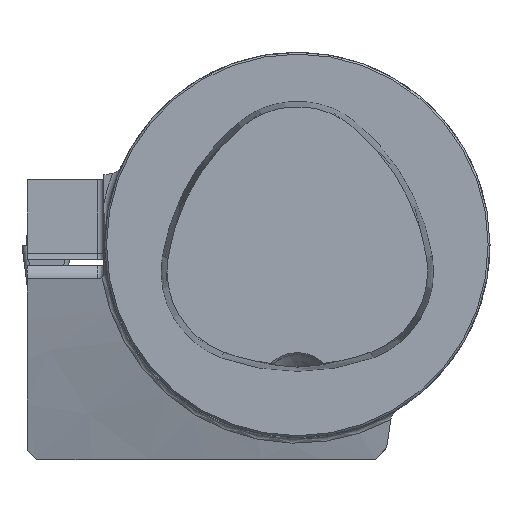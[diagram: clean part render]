
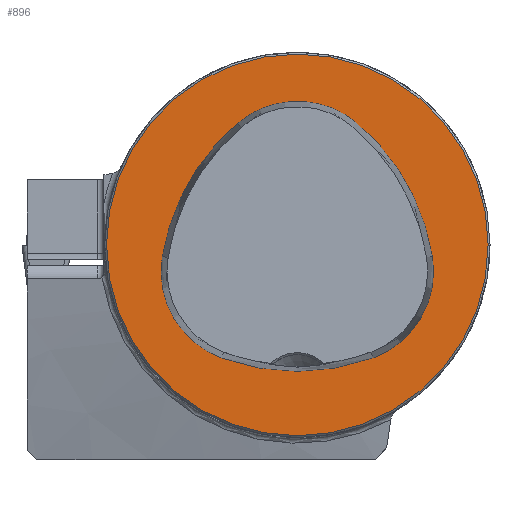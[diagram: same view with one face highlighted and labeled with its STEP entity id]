
A CAD part, top view. The second image highlights one B-rep face of the part: STEP entity #896.
In plain terms, the highlighted planar face has unit normal (0, 0, 1).
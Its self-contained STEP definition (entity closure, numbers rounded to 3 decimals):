
#135=FACE_BOUND('',#1239,.T.);
#136=FACE_BOUND('',#1240,.T.);
#217=PLANE('',#3401);
#896=ADVANCED_FACE('CU_FL_N1_SU_1',(#135,#136),#217,.T.);
#1239=EDGE_LOOP('',(#1675,#1676,#1677,#1678,#1679,#1680));
#1240=EDGE_LOOP('',(#1681));
#1386=CIRCLE('',#3392,36.075);
#1388=CIRCLE('',#3395,36.075);
#1389=CIRCLE('',#3396,15.075);
#1390=CIRCLE('',#3397,36.075);
#1391=CIRCLE('',#3398,15.075);
#1392=CIRCLE('',#3399,15.075);
#1393=CIRCLE('',#3400,31.2);
#1675=ORIENTED_EDGE('',*,*,#2829,.F.);
#1676=ORIENTED_EDGE('',*,*,#2830,.F.);
#1677=ORIENTED_EDGE('',*,*,#2831,.F.);
#1678=ORIENTED_EDGE('',*,*,#2832,.F.);
#1679=ORIENTED_EDGE('',*,*,#2826,.F.);
#1680=ORIENTED_EDGE('',*,*,#2833,.F.);
#1681=ORIENTED_EDGE('',*,*,#2834,.T.);
#2481=VERTEX_POINT('',#4982);
#2482=VERTEX_POINT('',#4984);
#2484=VERTEX_POINT('',#4990);
#2485=VERTEX_POINT('',#4991);
#2486=VERTEX_POINT('',#4993);
#2487=VERTEX_POINT('',#4995);
#2488=VERTEX_POINT('',#4999);
#2826=EDGE_CURVE('',#2481,#2482,#1386,.T.);
#2829=EDGE_CURVE('',#2484,#2485,#1388,.T.);
#2830=EDGE_CURVE('',#2486,#2484,#1389,.T.);
#2831=EDGE_CURVE('',#2487,#2486,#1390,.T.);
#2832=EDGE_CURVE('',#2482,#2487,#1391,.T.);
#2833=EDGE_CURVE('',#2485,#2481,#1392,.T.);
#2834=EDGE_CURVE('',#2488,#2488,#1393,.T.);
#3392=AXIS2_PLACEMENT_3D('',#4983,#3779,#3780);
#3395=AXIS2_PLACEMENT_3D('',#4989,#3786,#3787);
#3396=AXIS2_PLACEMENT_3D('',#4992,#3788,#3789);
#3397=AXIS2_PLACEMENT_3D('',#4994,#3790,#3791);
#3398=AXIS2_PLACEMENT_3D('',#4996,#3792,#3793);
#3399=AXIS2_PLACEMENT_3D('',#4997,#3794,#3795);
#3400=AXIS2_PLACEMENT_3D('',#4998,#3796,#3797);
#3401=AXIS2_PLACEMENT_3D('',#5000,#3798,#3799);
#3779=DIRECTION('',(0.,0.,1.));
#3780=DIRECTION('',(1.,0.,0.));
#3786=DIRECTION('',(0.,0.,1.));
#3787=DIRECTION('',(1.,0.,0.));
#3788=DIRECTION('',(0.,0.,1.));
#3789=DIRECTION('',(1.,0.,0.));
#3790=DIRECTION('',(0.,0.,1.));
#3791=DIRECTION('',(1.,0.,0.));
#3792=DIRECTION('',(0.,0.,1.));
#3793=DIRECTION('',(1.,0.,0.));
#3794=DIRECTION('',(0.,0.,1.));
#3795=DIRECTION('',(1.,0.,0.));
#3796=DIRECTION('',(0.,0.,1.));
#3797=DIRECTION('',(1.,0.,0.));
#3798=DIRECTION('',(0.,0.,1.));
#3799=DIRECTION('',(1.,0.,0.));
#4982=CARTESIAN_POINT('',(-12.368,-18.489,0.));
#4983=CARTESIAN_POINT('',(0.,15.4,0.));
#4984=CARTESIAN_POINT('',(12.368,-18.489,0.));
#4989=CARTESIAN_POINT('',(13.535,-7.656,0.));
#4990=CARTESIAN_POINT('',(-9.716,19.927,0.));
#4991=CARTESIAN_POINT('',(-22.084,-1.937,0.));
#4992=CARTESIAN_POINT('',(0.,8.4,0.));
#4993=CARTESIAN_POINT('',(9.716,19.927,0.));
#4994=CARTESIAN_POINT('',(-13.535,-7.656,0.));
#4995=CARTESIAN_POINT('',(22.084,-1.937,0.));
#4996=CARTESIAN_POINT('',(7.2,-4.327,0.));
#4997=CARTESIAN_POINT('',(-7.2,-4.327,0.));
#4998=CARTESIAN_POINT('',(0.,0.,0.));
#4999=CARTESIAN_POINT('',(31.2,0.,0.));
#5000=CARTESIAN_POINT('',(0.,0.,0.));
